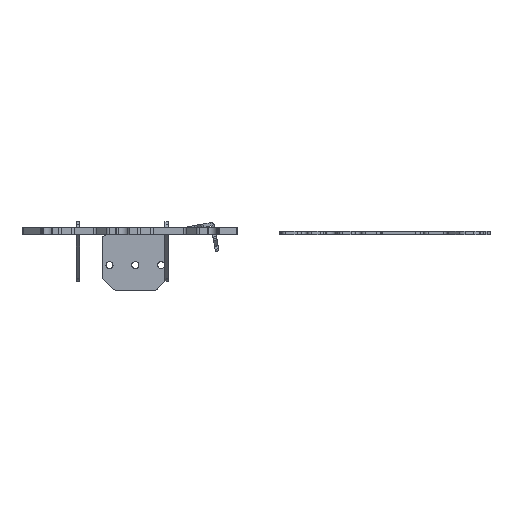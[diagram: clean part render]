
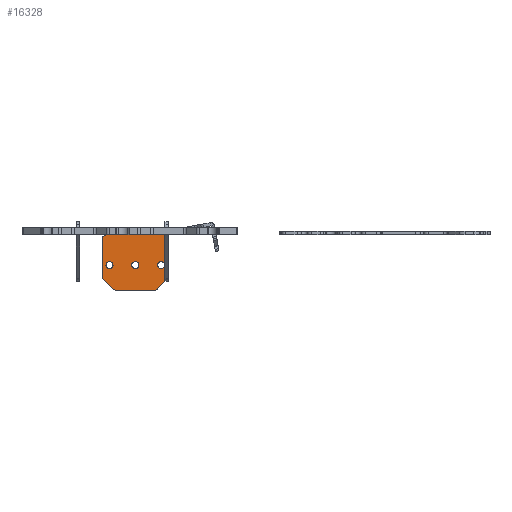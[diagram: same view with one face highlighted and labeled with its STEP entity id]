
A CAD part, left-side view. The second image highlights one B-rep face of the part: STEP entity #16328.
In plain terms, the highlighted planar face has unit normal (-1, 0, 0).
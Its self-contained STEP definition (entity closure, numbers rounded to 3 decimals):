
#709=FACE_BOUND('',#2423,.T.);
#710=FACE_BOUND('',#2424,.T.);
#711=FACE_BOUND('',#2425,.T.);
#916=PLANE('',#17848);
#1495=FACE_OUTER_BOUND('',#2422,.T.);
#2422=EDGE_LOOP('',(#13505,#13506,#13507,#13508,#13509,#13510,#13511,#13512,
#13513,#13514,#13515,#13516,#13517,#13518));
#2423=EDGE_LOOP('',(#13519));
#2424=EDGE_LOOP('',(#13520));
#2425=EDGE_LOOP('',(#13521));
#3596=LINE('',#26831,#4983);
#3632=LINE('',#27063,#5019);
#3633=LINE('',#27067,#5020);
#3634=LINE('',#27071,#5021);
#3635=LINE('',#27075,#5022);
#3636=LINE('',#27079,#5023);
#4983=VECTOR('',#21411,10.);
#5019=VECTOR('',#21579,10.);
#5020=VECTOR('',#21582,10.);
#5021=VECTOR('',#21585,10.);
#5022=VECTOR('',#21588,10.);
#5023=VECTOR('',#21591,10.);
#6199=CIRCLE('',#17785,1.69);
#6200=CIRCLE('',#17787,1.69);
#6253=CIRCLE('',#17849,0.69);
#6254=CIRCLE('',#17850,1.69);
#6255=CIRCLE('',#17851,1.69);
#6256=CIRCLE('',#17852,1.69);
#6257=CIRCLE('',#17853,1.69);
#6258=CIRCLE('',#17854,0.69);
#6259=CIRCLE('',#17855,1.5);
#6260=CIRCLE('',#17856,1.5);
#6261=CIRCLE('',#17857,1.5);
#7581=VERTEX_POINT('',#26810);
#7585=VERTEX_POINT('',#26830);
#7588=VERTEX_POINT('',#26845);
#7589=VERTEX_POINT('',#26849);
#7665=VERTEX_POINT('',#27060);
#7666=VERTEX_POINT('',#27062);
#7667=VERTEX_POINT('',#27064);
#7668=VERTEX_POINT('',#27066);
#7669=VERTEX_POINT('',#27068);
#7670=VERTEX_POINT('',#27070);
#7671=VERTEX_POINT('',#27072);
#7672=VERTEX_POINT('',#27074);
#7673=VERTEX_POINT('',#27076);
#7674=VERTEX_POINT('',#27078);
#7675=VERTEX_POINT('',#27081);
#7676=VERTEX_POINT('',#27083);
#7677=VERTEX_POINT('',#27085);
#9659=EDGE_CURVE('',#7585,#7581,#3596,.T.);
#9664=EDGE_CURVE('',#7588,#7585,#6199,.T.);
#9667=EDGE_CURVE('',#7581,#7589,#6200,.T.);
#9754=EDGE_CURVE('',#7589,#7665,#6253,.T.);
#9755=EDGE_CURVE('',#7665,#7666,#3632,.T.);
#9756=EDGE_CURVE('',#7666,#7667,#6254,.T.);
#9757=EDGE_CURVE('',#7667,#7668,#3633,.T.);
#9758=EDGE_CURVE('',#7668,#7669,#6255,.T.);
#9759=EDGE_CURVE('',#7669,#7670,#3634,.T.);
#9760=EDGE_CURVE('',#7670,#7671,#6256,.T.);
#9761=EDGE_CURVE('',#7671,#7672,#3635,.T.);
#9762=EDGE_CURVE('',#7672,#7673,#6257,.T.);
#9763=EDGE_CURVE('',#7673,#7674,#3636,.T.);
#9764=EDGE_CURVE('',#7674,#7588,#6258,.T.);
#9765=EDGE_CURVE('',#7675,#7675,#6259,.T.);
#9766=EDGE_CURVE('',#7676,#7676,#6260,.T.);
#9767=EDGE_CURVE('',#7677,#7677,#6261,.T.);
#13505=ORIENTED_EDGE('',*,*,#9659,.T.);
#13506=ORIENTED_EDGE('',*,*,#9667,.T.);
#13507=ORIENTED_EDGE('',*,*,#9754,.T.);
#13508=ORIENTED_EDGE('',*,*,#9755,.T.);
#13509=ORIENTED_EDGE('',*,*,#9756,.T.);
#13510=ORIENTED_EDGE('',*,*,#9757,.T.);
#13511=ORIENTED_EDGE('',*,*,#9758,.T.);
#13512=ORIENTED_EDGE('',*,*,#9759,.T.);
#13513=ORIENTED_EDGE('',*,*,#9760,.T.);
#13514=ORIENTED_EDGE('',*,*,#9761,.T.);
#13515=ORIENTED_EDGE('',*,*,#9762,.T.);
#13516=ORIENTED_EDGE('',*,*,#9763,.T.);
#13517=ORIENTED_EDGE('',*,*,#9764,.T.);
#13518=ORIENTED_EDGE('',*,*,#9664,.T.);
#13519=ORIENTED_EDGE('',*,*,#9765,.T.);
#13520=ORIENTED_EDGE('',*,*,#9766,.T.);
#13521=ORIENTED_EDGE('',*,*,#9767,.T.);
#16328=ADVANCED_FACE('',(#1495,#709,#710,#711),#916,.T.);
#17785=AXIS2_PLACEMENT_3D('',#26846,#21417,#21418);
#17787=AXIS2_PLACEMENT_3D('',#26851,#21423,#21424);
#17848=AXIS2_PLACEMENT_3D('',#27059,#21575,#21576);
#17849=AXIS2_PLACEMENT_3D('',#27061,#21577,#21578);
#17850=AXIS2_PLACEMENT_3D('',#27065,#21580,#21581);
#17851=AXIS2_PLACEMENT_3D('',#27069,#21583,#21584);
#17852=AXIS2_PLACEMENT_3D('',#27073,#21586,#21587);
#17853=AXIS2_PLACEMENT_3D('',#27077,#21589,#21590);
#17854=AXIS2_PLACEMENT_3D('',#27080,#21592,#21593);
#17855=AXIS2_PLACEMENT_3D('',#27082,#21594,#21595);
#17856=AXIS2_PLACEMENT_3D('',#27084,#21596,#21597);
#17857=AXIS2_PLACEMENT_3D('',#27086,#21598,#21599);
#21411=DIRECTION('',(0.,1.,0.));
#21417=DIRECTION('center_axis',(1.,0.,0.));
#21418=DIRECTION('ref_axis',(0.,-0.472,0.882));
#21423=DIRECTION('center_axis',(1.,0.,0.));
#21424=DIRECTION('ref_axis',(0.,-0.29,-0.957));
#21575=DIRECTION('center_axis',(-1.,0.,0.));
#21576=DIRECTION('ref_axis',(0.,0.,1.));
#21577=DIRECTION('center_axis',(-1.,0.,0.));
#21578=DIRECTION('ref_axis',(0.,0.29,0.957));
#21579=DIRECTION('',(0.,0.,-1.));
#21580=DIRECTION('center_axis',(-1.,0.,0.));
#21581=DIRECTION('ref_axis',(0.,1.,0.));
#21582=DIRECTION('',(0.,-0.707,-0.707));
#21583=DIRECTION('center_axis',(-1.,0.,0.));
#21584=DIRECTION('ref_axis',(0.,0.707,-0.707));
#21585=DIRECTION('',(0.,-1.,0.));
#21586=DIRECTION('center_axis',(-1.,0.,0.));
#21587=DIRECTION('ref_axis',(0.,0.,-1.));
#21588=DIRECTION('',(0.,-0.707,0.707));
#21589=DIRECTION('center_axis',(-1.,0.,0.));
#21590=DIRECTION('ref_axis',(0.,-0.707,-0.707));
#21591=DIRECTION('',(0.,0.,1.));
#21592=DIRECTION('center_axis',(-1.,0.,0.));
#21593=DIRECTION('ref_axis',(0.,-1.,0.));
#21594=DIRECTION('center_axis',(1.,0.,0.));
#21595=DIRECTION('ref_axis',(0.,0.,1.));
#21596=DIRECTION('center_axis',(1.,0.,0.));
#21597=DIRECTION('ref_axis',(0.,0.,1.));
#21598=DIRECTION('center_axis',(1.,0.,0.));
#21599=DIRECTION('ref_axis',(0.,0.,1.));
#26810=CARTESIAN_POINT('',(116.017,-308.631,-0.01));
#26830=CARTESIAN_POINT('',(116.017,-333.986,-0.01));
#26831=CARTESIAN_POINT('',(116.017,-160.654,-0.01));
#26845=CARTESIAN_POINT('',(116.017,-334.818,-0.575));
#26846=CARTESIAN_POINT('Origin',(116.017,-335.308,1.042));
#26849=CARTESIAN_POINT('',(116.017,-307.798,-0.575));
#26851=CARTESIAN_POINT('Origin',(116.017,-307.308,1.042));
#27059=CARTESIAN_POINT('Origin',(116.017,-321.308,12.042));
#27060=CARTESIAN_POINT('',(116.017,-307.308,-1.235));
#27061=CARTESIAN_POINT('Origin',(116.017,-307.998,-1.235));
#27062=CARTESIAN_POINT('',(116.017,-307.308,-17.958));
#27063=CARTESIAN_POINT('',(116.017,-307.308,-1.235));
#27064=CARTESIAN_POINT('',(116.017,-307.803,-19.153));
#27065=CARTESIAN_POINT('Origin',(116.017,-308.998,-17.958));
#27066=CARTESIAN_POINT('',(116.017,-311.753,-23.103));
#27067=CARTESIAN_POINT('',(116.017,-307.803,-19.153));
#27068=CARTESIAN_POINT('',(116.017,-312.948,-23.598));
#27069=CARTESIAN_POINT('Origin',(116.017,-312.948,-21.908));
#27070=CARTESIAN_POINT('',(116.017,-329.668,-23.598));
#27071=CARTESIAN_POINT('',(116.017,-312.948,-23.598));
#27072=CARTESIAN_POINT('',(116.017,-330.863,-23.103));
#27073=CARTESIAN_POINT('Origin',(116.017,-329.668,-21.908));
#27074=CARTESIAN_POINT('',(116.017,-334.813,-19.153));
#27075=CARTESIAN_POINT('',(116.017,-334.813,-19.153));
#27076=CARTESIAN_POINT('',(116.017,-335.308,-17.958));
#27077=CARTESIAN_POINT('Origin',(116.017,-333.618,-17.958));
#27078=CARTESIAN_POINT('',(116.017,-335.308,-1.235));
#27079=CARTESIAN_POINT('',(116.017,-335.308,-1.235));
#27080=CARTESIAN_POINT('Origin',(116.017,-334.618,-1.235));
#27081=CARTESIAN_POINT('',(116.017,-321.308,-14.408));
#27082=CARTESIAN_POINT('Origin',(116.017,-321.308,-12.908));
#27083=CARTESIAN_POINT('',(116.017,-310.308,-14.408));
#27084=CARTESIAN_POINT('Origin',(116.017,-310.308,-12.908));
#27085=CARTESIAN_POINT('',(116.017,-332.308,-14.408));
#27086=CARTESIAN_POINT('Origin',(116.017,-332.308,-12.908));
